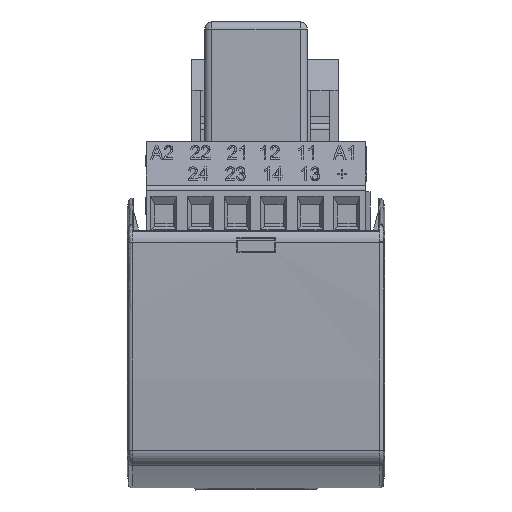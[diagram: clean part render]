
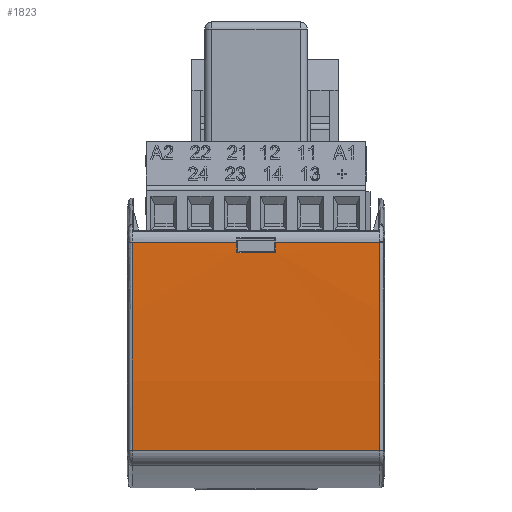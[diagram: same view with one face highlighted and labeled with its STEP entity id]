
A CAD part, left-side view. The second image highlights one B-rep face of the part: STEP entity #1823.
In plain terms, the highlighted cylindrical face has radius 300 mm (diameter 600 mm), a partial arc.
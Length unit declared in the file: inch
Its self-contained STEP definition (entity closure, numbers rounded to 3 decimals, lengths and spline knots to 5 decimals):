
#591 = CIRCLE ( 'NONE', #55912, 11.81102 ) ;
#1515 = CARTESIAN_POINT ( 'NONE',  ( 9.73547, -0.35236, 0.18504 ) ) ;
#1823 = ADVANCED_FACE ( 'NONE', ( #83424 ), #89384, .T. ) ;
#4487 = CARTESIAN_POINT ( 'NONE',  ( -2.07401, 0.10433, -0.006 ) ) ;
#9761 = DIRECTION ( 'NONE',  ( 0., 0., -1. ) ) ;
#9912 = LINE ( 'NONE', #56106, #123364 ) ;
#10922 = ORIENTED_EDGE ( 'NONE', *, *, #40197, .T. ) ;
#14461 = AXIS2_PLACEMENT_3D ( 'NONE', #115069, #86774, #29604 ) ;
#14462 = ORIENTED_EDGE ( 'NONE', *, *, #30566, .T. ) ;
#14632 = LINE ( 'NONE', #96649, #66781 ) ;
#16269 = ORIENTED_EDGE ( 'NONE', *, *, #121774, .F. ) ;
#17383 = DIRECTION ( 'NONE',  ( 0., -1., 0. ) ) ;
#20188 = DIRECTION ( 'NONE',  ( 0., 0., -1. ) ) ;
#27494 = CARTESIAN_POINT ( 'NONE',  ( -2.0748, -0.10827, 0.0511 ) ) ;
#29604 = DIRECTION ( 'NONE',  ( 0., 0., -1. ) ) ;
#30566 = EDGE_CURVE ( 'NONE', #52496, #120729, #98737, .T. ) ;
#40197 = EDGE_CURVE ( 'NONE', #47289, #89704, #591, .T. ) ;
#41045 = ORIENTED_EDGE ( 'NONE', *, *, #61677, .T. ) ;
#44065 = CARTESIAN_POINT ( 'NONE',  ( -2.0748, 0.67717, 0.0511 ) ) ;
#45043 = AXIS2_PLACEMENT_3D ( 'NONE', #1515, #67340, #76951 ) ;
#46199 = CIRCLE ( 'NONE', #111155, 11.81102 ) ;
#47289 = VERTEX_POINT ( 'NONE', #89505 ) ;
#47693 = DIRECTION ( 'NONE',  ( 0., -1., 0. ) ) ;
#49511 = DIRECTION ( 'NONE',  ( 0., -1., 0. ) ) ;
#49583 = DIRECTION ( 'NONE',  ( 0., -1., 0. ) ) ;
#49849 = LINE ( 'NONE', #92069, #51292 ) ;
#50484 = CARTESIAN_POINT ( 'NONE',  ( -2.0748, -0.67717, 0.0511 ) ) ;
#51292 = VECTOR ( 'NONE', #17383, 39.37008 ) ;
#52496 = VERTEX_POINT ( 'NONE', #4487 ) ;
#53838 = AXIS2_PLACEMENT_3D ( 'NONE', #95250, #47693, #9761 ) ;
#55622 = LINE ( 'NONE', #77954, #91426 ) ;
#55912 = AXIS2_PLACEMENT_3D ( 'NONE', #96060, #59329, #20188 ) ;
#56106 = CARTESIAN_POINT ( 'NONE',  ( -2.00687, -0.35236, -1.08688 ) ) ;
#59329 = DIRECTION ( 'NONE',  ( 0., 1., 0. ) ) ;
#59411 = VERTEX_POINT ( 'NONE', #44065 ) ;
#61677 = EDGE_CURVE ( 'NONE', #79819, #68525, #46199, .T. ) ;
#62758 = EDGE_LOOP ( 'NONE', ( #16269, #69442, #99378, #10922, #82434, #41045, #78154, #14462 ) ) ;
#65631 = DIRECTION ( 'NONE',  ( 0., -1., 0. ) ) ;
#66781 = VECTOR ( 'NONE', #49511, 39.37008 ) ;
#67340 = DIRECTION ( 'NONE',  ( 0., -1., 0. ) ) ;
#68049 = EDGE_CURVE ( 'NONE', #52496, #68525, #55622, .T. ) ;
#68525 = VERTEX_POINT ( 'NONE', #103425 ) ;
#69442 = ORIENTED_EDGE ( 'NONE', *, *, #87603, .T. ) ;
#76951 = DIRECTION ( 'NONE',  ( 0., 0., -1. ) ) ;
#77954 = CARTESIAN_POINT ( 'NONE',  ( -2.07401, 0., -0.006 ) ) ;
#78154 = ORIENTED_EDGE ( 'NONE', *, *, #68049, .F. ) ;
#79819 = VERTEX_POINT ( 'NONE', #27494 ) ;
#82434 = ORIENTED_EDGE ( 'NONE', *, *, #105906, .F. ) ;
#83424 = FACE_OUTER_BOUND ( 'NONE', #62758, .T. ) ;
#86774 = DIRECTION ( 'NONE',  ( 0., 1., 0. ) ) ;
#87603 = EDGE_CURVE ( 'NONE', #59411, #122592, #95476, .T. ) ;
#89354 = CARTESIAN_POINT ( 'NONE',  ( -2.00687, 0.67717, -1.08688 ) ) ;
#89384 = CYLINDRICAL_SURFACE ( 'NONE', #45043, 11.81102 ) ;
#89505 = CARTESIAN_POINT ( 'NONE',  ( -2.00687, -0.67717, -1.08688 ) ) ;
#89704 = VERTEX_POINT ( 'NONE', #50484 ) ;
#91426 = VECTOR ( 'NONE', #49583, 39.37008 ) ;
#91823 = EDGE_CURVE ( 'NONE', #122592, #47289, #9912, .T. ) ;
#92069 = CARTESIAN_POINT ( 'NONE',  ( -2.0748, -0.35236, 0.0511 ) ) ;
#95090 = CARTESIAN_POINT ( 'NONE',  ( 9.73547, -0.10827, 0.18504 ) ) ;
#95250 = CARTESIAN_POINT ( 'NONE',  ( 9.73547, 0.67717, 0.18504 ) ) ;
#95476 = CIRCLE ( 'NONE', #53838, 11.81102 ) ;
#96060 = CARTESIAN_POINT ( 'NONE',  ( 9.73547, -0.67717, 0.18504 ) ) ;
#96649 = CARTESIAN_POINT ( 'NONE',  ( -2.0748, -0.35236, 0.0511 ) ) ;
#98737 = CIRCLE ( 'NONE', #14461, 11.81102 ) ;
#99378 = ORIENTED_EDGE ( 'NONE', *, *, #91823, .T. ) ;
#101615 = CARTESIAN_POINT ( 'NONE',  ( -2.0748, 0.10433, 0.0511 ) ) ;
#103425 = CARTESIAN_POINT ( 'NONE',  ( -2.07401, -0.10827, -0.006 ) ) ;
#105906 = EDGE_CURVE ( 'NONE', #79819, #89704, #14632, .T. ) ;
#111155 = AXIS2_PLACEMENT_3D ( 'NONE', #95090, #113845, #123483 ) ;
#113845 = DIRECTION ( 'NONE',  ( 0., -1., 0. ) ) ;
#115069 = CARTESIAN_POINT ( 'NONE',  ( 9.73547, 0.10433, 0.18504 ) ) ;
#120729 = VERTEX_POINT ( 'NONE', #101615 ) ;
#121774 = EDGE_CURVE ( 'NONE', #59411, #120729, #49849, .T. ) ;
#122592 = VERTEX_POINT ( 'NONE', #89354 ) ;
#123364 = VECTOR ( 'NONE', #65631, 39.37008 ) ;
#123483 = DIRECTION ( 'NONE',  ( 0., 0., -1. ) ) ;
